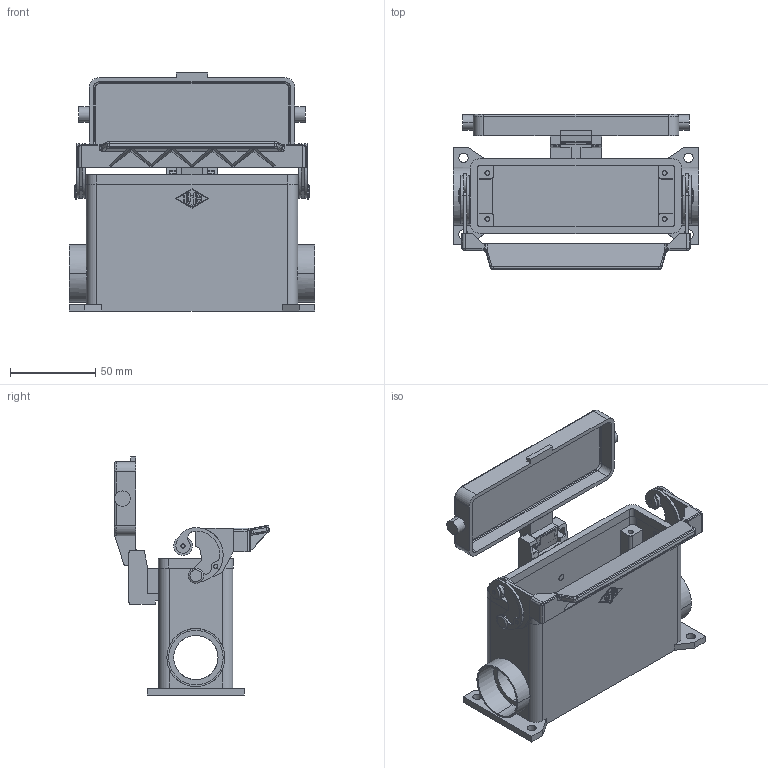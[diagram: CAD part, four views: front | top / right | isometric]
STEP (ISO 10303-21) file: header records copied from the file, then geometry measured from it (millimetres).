
FILE_DESCRIPTION((''),'2;1');
FILE_NAME('MMAP 16LS232.stp','2007-01-04T11:02:18',('gembarski'),(''),'Autodesk Inventor 7','Autodesk Inventor 7','');
FILE_SCHEMA(('AUTOMOTIVE_DESIGN { 1 0 10303 214 1 1 1 1 }'));
Length unit declared in the file: millimetre
Products named in the file (1): MMAP 16LS232
Bounding box: 144 x 90.95 x 139.7 mm (x, y, z)
Volume: 183823.5 mm3; surface area: 107168.4 mm2
Topology: 6 solids, 6 shells, 628 faces, 1688 edges, 1100 vertices
Faces by surface type: plane 281, cylinder 183, bspline 136, torus 16, cone 8, sphere 4
Entity records: 22887 total; most frequent: CARTESIAN_POINT 6995, ORIENTED_EDGE 3380, DIRECTION 3288, EDGE_CURVE 1690, AXIS2_PLACEMENT_3D 1145, VERTEX_POINT 1100, VECTOR 998, LINE 998
